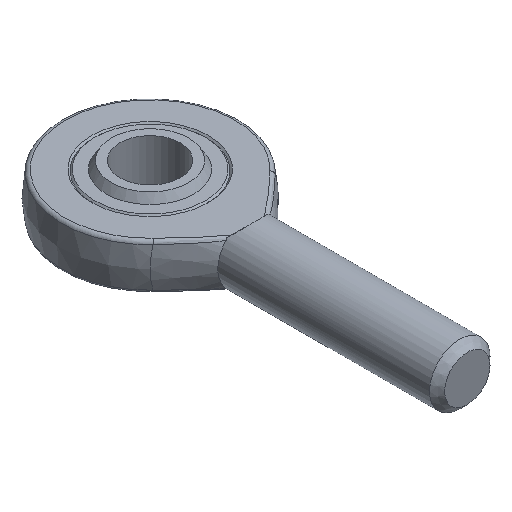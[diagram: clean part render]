
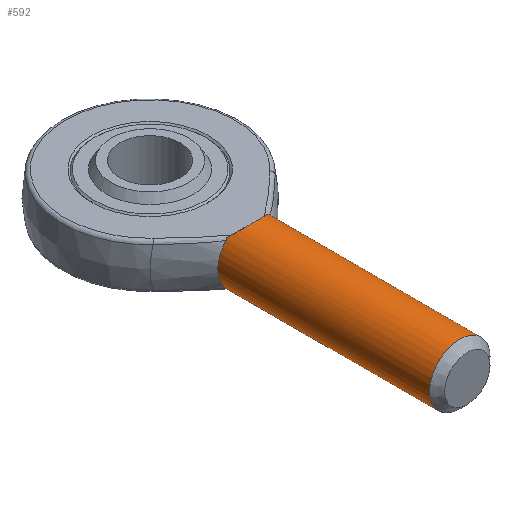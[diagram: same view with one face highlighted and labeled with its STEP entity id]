
A CAD part, isometric view. The second image highlights one B-rep face of the part: STEP entity #592.
In plain terms, the highlighted cylindrical face has radius 4 mm (diameter 8 mm), a full revolution.
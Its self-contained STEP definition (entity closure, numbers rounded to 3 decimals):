
#1 = VERTEX_POINT ( 'NONE', #111 ) ;
#24 = EDGE_CURVE ( 'NONE', #50, #309, #466, .T. ) ;
#50 = VERTEX_POINT ( 'NONE', #487 ) ;
#67 = CARTESIAN_POINT ( 'NONE',  ( 2.85, -12.971, 2.809 ) ) ;
#69 = CARTESIAN_POINT ( 'NONE',  ( 1.11, -14.409, -4.438 ) ) ;
#73 = VERTEX_POINT ( 'NONE', #153 ) ;
#81 = AXIS2_PLACEMENT_3D ( 'NONE', #267, #790, #919 ) ;
#100 = ORIENTED_EDGE ( 'NONE', *, *, #345, .T. ) ;
#106 = EDGE_CURVE ( 'NONE', #519, #940, #802, .T. ) ;
#111 = CARTESIAN_POINT ( 'NONE',  ( -2.912, -12.971, 2.742 ) ) ;
#114 = DIRECTION ( 'NONE',  ( 0., -1., 0. ) ) ;
#137 = CARTESIAN_POINT ( 'NONE',  ( 2.912, -12.971, 2.742 ) ) ;
#144 = CARTESIAN_POINT ( 'NONE',  ( -2.784, -12.949, 2.873 ) ) ;
#153 = CARTESIAN_POINT ( 'NONE',  ( 2.732, -12.892, -2.922 ) ) ;
#185 = DIRECTION ( 'NONE',  ( 0., -1., 0. ) ) ;
#188 = CARTESIAN_POINT ( 'NONE',  ( -1.11, -14.409, -4.438 ) ) ;
#196 = VERTEX_POINT ( 'NONE', #453 ) ;
#210 = CARTESIAN_POINT ( 'NONE',  ( 2.732, -12.892, 2.922 ) ) ;
#211 = ORIENTED_EDGE ( 'NONE', *, *, #106, .F. ) ;
#218 = CARTESIAN_POINT ( 'NONE',  ( 1.11, -14.409, 4.438 ) ) ;
#239 = ORIENTED_EDGE ( 'NONE', *, *, #364, .T. ) ;
#264 = DIRECTION ( 'NONE',  ( 0., -1., 0. ) ) ;
#267 = CARTESIAN_POINT ( 'NONE',  ( 0., -12.971, 0. ) ) ;
#272 = CARTESIAN_POINT ( 'NONE',  ( 0., -41., 0. ) ) ;
#290 = CARTESIAN_POINT ( 'NONE',  ( -2.732, -12.892, 2.922 ) ) ;
#298 = ORIENTED_EDGE ( 'NONE', *, *, #560, .T. ) ;
#309 = VERTEX_POINT ( 'NONE', #737 ) ;
#321 = CARTESIAN_POINT ( 'NONE',  ( -2.732, -12.892, -2.922 ) ) ;
#335 = CARTESIAN_POINT ( 'NONE',  ( 2.732, -12.892, 2.922 ) ) ;
#345 = EDGE_CURVE ( 'NONE', #519, #1, #563, .T. ) ;
#351 = CARTESIAN_POINT ( 'NONE',  ( 2.784, -12.949, 2.873 ) ) ;
#353 = EDGE_LOOP ( 'NONE', ( #833 ) ) ;
#363 = CARTESIAN_POINT ( 'NONE',  ( 2.85, -12.971, -2.809 ) ) ;
#364 = EDGE_CURVE ( 'NONE', #73, #50, #715, .T. ) ;
#408 = CARTESIAN_POINT ( 'NONE',  ( 0., -42., 0. ) ) ;
#419 = EDGE_LOOP ( 'NONE', ( #931, #239, #618, #816, #211, #100, #728, #298 ) ) ;
#426 = CARTESIAN_POINT ( 'NONE',  ( 2.912, -12.971, -2.742 ) ) ;
#431 = CARTESIAN_POINT ( 'NONE',  ( -2.732, -12.892, -2.922 ) ) ;
#434 = CARTESIAN_POINT ( 'NONE',  ( 2.732, -12.892, -2.922 ) ) ;
#444 = CARTESIAN_POINT ( 'NONE',  ( 2.784, -12.949, -2.873 ) ) ;
#453 = CARTESIAN_POINT ( 'NONE',  ( -2.912, -12.971, -2.742 ) ) ;
#466 = CIRCLE ( 'NONE', #669, 4. ) ;
#480 = DIRECTION ( 'NONE',  ( 0., 0., -1. ) ) ;
#482 = FACE_OUTER_BOUND ( 'NONE', #353, .T. ) ;
#487 = CARTESIAN_POINT ( 'NONE',  ( 2.912, -12.971, -2.742 ) ) ;
#491 = CIRCLE ( 'NONE', #571, 4. ) ;
#502 = CARTESIAN_POINT ( 'NONE',  ( -2.732, -12.892, 2.922 ) ) ;
#513 = EDGE_CURVE ( 'NONE', #309, #940, #575, .T. ) ;
#519 = VERTEX_POINT ( 'NONE', #552 ) ;
#552 = CARTESIAN_POINT ( 'NONE',  ( -2.732, -12.892, 2.922 ) ) ;
#555 = CARTESIAN_POINT ( 'NONE',  ( 2.732, -12.892, 2.922 ) ) ;
#558 = CIRCLE ( 'NONE', #81, 4. ) ;
#560 = EDGE_CURVE ( 'NONE', #196, #749, #617, .T. ) ;
#563 = B_SPLINE_CURVE_WITH_KNOTS ( 'NONE', 3,
 ( #290, #144, #884, #647 ),
 .UNSPECIFIED., .F., .F.,
 ( 4, 4 ),
 ( 0., 0. ),
 .UNSPECIFIED. ) ;
#569 = CARTESIAN_POINT ( 'NONE',  ( 2.732, -12.892, -2.922 ) ) ;
#571 = AXIS2_PLACEMENT_3D ( 'NONE', #272, #114, #710 ) ;
#575 = B_SPLINE_CURVE_WITH_KNOTS ( 'NONE', 3,
 ( #137, #67, #351, #335 ),
 .UNSPECIFIED., .F., .F.,
 ( 4, 4 ),
 ( 0., 0. ),
 .UNSPECIFIED. ) ;
#586 = CARTESIAN_POINT ( 'NONE',  ( -1.11, -14.409, 4.438 ) ) ;
#592 = ADVANCED_FACE ( 'NONE', ( #724, #482 ), #785, .T. ) ;
#617 = B_SPLINE_CURVE_WITH_KNOTS ( 'NONE', 3,
 ( #650, #628, #729, #918 ),
 .UNSPECIFIED., .F., .F.,
 ( 4, 4 ),
 ( 0., 0. ),
 .UNSPECIFIED. ) ;
#618 = ORIENTED_EDGE ( 'NONE', *, *, #24, .T. ) ;
#628 = CARTESIAN_POINT ( 'NONE',  ( -2.85, -12.971, -2.809 ) ) ;
#636 = CARTESIAN_POINT ( 'NONE',  ( 0., -41., -4. ) ) ;
#647 = CARTESIAN_POINT ( 'NONE',  ( -2.912, -12.971, 2.742 ) ) ;
#650 = CARTESIAN_POINT ( 'NONE',  ( -2.912, -12.971, -2.742 ) ) ;
#669 = AXIS2_PLACEMENT_3D ( 'NONE', #930, #264, #722 ) ;
#706 = AXIS2_PLACEMENT_3D ( 'NONE', #408, #185, #480 ) ;
#710 = DIRECTION ( 'NONE',  ( 0., 0., -1. ) ) ;
#715 = B_SPLINE_CURVE_WITH_KNOTS ( 'NONE', 3,
 ( #434, #444, #363, #426 ),
 .UNSPECIFIED., .F., .F.,
 ( 4, 4 ),
 ( 0., 0. ),
 .UNSPECIFIED. ) ;
#722 = DIRECTION ( 'NONE',  ( 0., 0., -1. ) ) ;
#724 = FACE_OUTER_BOUND ( 'NONE', #419, .T. ) ;
#728 = ORIENTED_EDGE ( 'NONE', *, *, #792, .T. ) ;
#729 = CARTESIAN_POINT ( 'NONE',  ( -2.784, -12.949, -2.873 ) ) ;
#737 = CARTESIAN_POINT ( 'NONE',  ( 2.912, -12.971, 2.742 ) ) ;
#749 = VERTEX_POINT ( 'NONE', #321 ) ;
#785 = CYLINDRICAL_SURFACE ( 'NONE', #706, 4. ) ;
#790 = DIRECTION ( 'NONE',  ( 0., -1., 0. ) ) ;
#792 = EDGE_CURVE ( 'NONE', #1, #196, #558, .T. ) ;
#802 =( BOUNDED_CURVE ( )  B_SPLINE_CURVE ( 3, ( #502, #586, #218, #210 ),
 .UNSPECIFIED., .F., .T. ) 
 B_SPLINE_CURVE_WITH_KNOTS ( ( 4, 4 ),
 ( 5.531, 7.035 ),
 .UNSPECIFIED. ) 
 CURVE ( )  GEOMETRIC_REPRESENTATION_ITEM ( )  RATIONAL_B_SPLINE_CURVE ( ( 1., 0.82, 0.82, 1. ) ) 
 REPRESENTATION_ITEM ( '' )  );
#816 = ORIENTED_EDGE ( 'NONE', *, *, #513, .T. ) ;
#818 = EDGE_CURVE ( 'NONE', #910, #910, #491, .T. ) ;
#833 = ORIENTED_EDGE ( 'NONE', *, *, #818, .F. ) ;
#884 = CARTESIAN_POINT ( 'NONE',  ( -2.85, -12.971, 2.809 ) ) ;
#910 = VERTEX_POINT ( 'NONE', #636 ) ;
#917 =( BOUNDED_CURVE ( )  B_SPLINE_CURVE ( 3, ( #569, #69, #188, #431 ),
 .UNSPECIFIED., .F., .T. ) 
 B_SPLINE_CURVE_WITH_KNOTS ( ( 4, 4 ),
 ( 5.531, 7.035 ),
 .UNSPECIFIED. ) 
 CURVE ( )  GEOMETRIC_REPRESENTATION_ITEM ( )  RATIONAL_B_SPLINE_CURVE ( ( 1., 0.82, 0.82, 1. ) ) 
 REPRESENTATION_ITEM ( '' )  );
#918 = CARTESIAN_POINT ( 'NONE',  ( -2.732, -12.892, -2.922 ) ) ;
#919 = DIRECTION ( 'NONE',  ( 0., 0., -1. ) ) ;
#926 = EDGE_CURVE ( 'NONE', #73, #749, #917, .T. ) ;
#930 = CARTESIAN_POINT ( 'NONE',  ( 0., -12.971, 0. ) ) ;
#931 = ORIENTED_EDGE ( 'NONE', *, *, #926, .F. ) ;
#940 = VERTEX_POINT ( 'NONE', #555 ) ;
